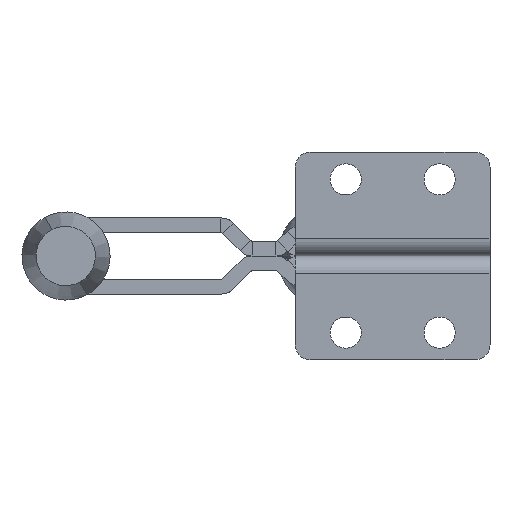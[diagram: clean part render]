
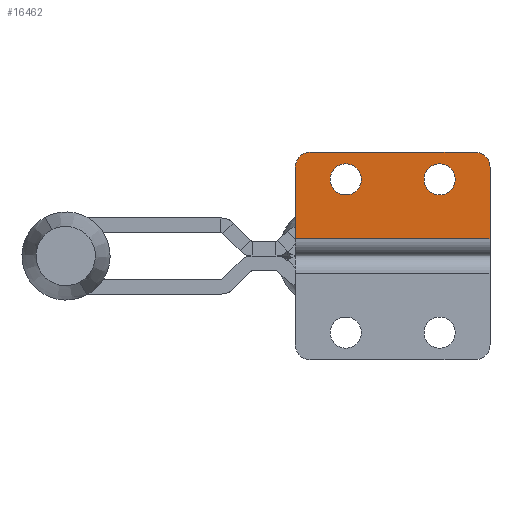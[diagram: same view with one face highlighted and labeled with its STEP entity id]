
A CAD part, front view. The second image highlights one B-rep face of the part: STEP entity #16462.
In plain terms, the highlighted planar face has unit normal (0, -1, 0).
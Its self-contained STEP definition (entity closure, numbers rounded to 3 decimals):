
#139 = EDGE_CURVE ( 'NONE', #9273, #9296, #24897, .T. ) ;
#188 = EDGE_CURVE ( 'NONE', #9290, #9307, #24981, .T. ) ;
#566 = AXIS2_PLACEMENT_3D ( 'NONE', #21158, #21159, #21160 ) ;
#584 = AXIS2_PLACEMENT_3D ( 'NONE', #21277, #21278, #21279 ) ;
#1194 = CARTESIAN_POINT ( 'NONE',  ( 29.2, -3., 15.5 ) ) ;
#1195 = DIRECTION ( 'NONE',  ( 0., -1., 0. ) ) ;
#1196 = DIRECTION ( 'NONE',  ( 0., 0., -1. ) ) ;
#1197 = CARTESIAN_POINT ( 'NONE',  ( 0., -3., 3. ) ) ;
#1199 = DIRECTION ( 'NONE',  ( 0., 0., -1. ) ) ;
#1393 = CARTESIAN_POINT ( 'NONE',  ( 3., -3., 21. ) ) ;
#1403 = DIRECTION ( 'NONE',  ( -1., 0., 0. ) ) ;
#2899 = CARTESIAN_POINT ( 'NONE',  ( 0., -3., 3.5 ) ) ;
#2913 = CARTESIAN_POINT ( 'NONE',  ( 0., -3., 18. ) ) ;
#2915 = CARTESIAN_POINT ( 'NONE',  ( 36.4, -3., 21. ) ) ;
#2918 = CARTESIAN_POINT ( 'NONE',  ( 39.4, -3., 18. ) ) ;
#2920 = CARTESIAN_POINT ( 'NONE',  ( 39.4, -3., 3.5 ) ) ;
#2970 = CARTESIAN_POINT ( 'NONE',  ( 3., -3., 21. ) ) ;
#5536 = CARTESIAN_POINT ( 'NONE',  ( 3., -3., 18. ) ) ;
#5537 = DIRECTION ( 'NONE',  ( 0., -1., 0. ) ) ;
#5538 = DIRECTION ( 'NONE',  ( 0., 0., 1. ) ) ;
#5615 = CARTESIAN_POINT ( 'NONE',  ( 39.4, -3., 18. ) ) ;
#5616 = DIRECTION ( 'NONE',  ( 0., 0., 1. ) ) ;
#5619 = CARTESIAN_POINT ( 'NONE',  ( 36.4, -3., 18. ) ) ;
#5620 = DIRECTION ( 'NONE',  ( 0., -1., 0. ) ) ;
#5621 = DIRECTION ( 'NONE',  ( 0., 0., 1. ) ) ;
#5624 = CARTESIAN_POINT ( 'NONE',  ( 10.2, -3., 15.5 ) ) ;
#5625 = DIRECTION ( 'NONE',  ( 0., -1., 0. ) ) ;
#5626 = DIRECTION ( 'NONE',  ( 0., 0., -1. ) ) ;
#5701 = CARTESIAN_POINT ( 'NONE',  ( 3., -3., 3.5 ) ) ;
#5702 = DIRECTION ( 'NONE',  ( -1., 0., 0. ) ) ;
#7502 = CARTESIAN_POINT ( 'NONE',  ( 29.2, -3., 18.65 ) ) ;
#7519 = CARTESIAN_POINT ( 'NONE',  ( 10.2, -3., 18.65 ) ) ;
#7525 = CARTESIAN_POINT ( 'NONE',  ( 29.2, -3., 12.35 ) ) ;
#7536 = CARTESIAN_POINT ( 'NONE',  ( 10.2, -3., 12.35 ) ) ;
#9273 = VERTEX_POINT ( 'NONE', #7502 ) ;
#9290 = VERTEX_POINT ( 'NONE', #7519 ) ;
#9296 = VERTEX_POINT ( 'NONE', #7525 ) ;
#9307 = VERTEX_POINT ( 'NONE', #7536 ) ;
#9768 = VERTEX_POINT ( 'NONE', #2899 ) ;
#9782 = VERTEX_POINT ( 'NONE', #2913 ) ;
#9784 = VERTEX_POINT ( 'NONE', #2915 ) ;
#9787 = VERTEX_POINT ( 'NONE', #2918 ) ;
#9789 = VERTEX_POINT ( 'NONE', #2920 ) ;
#9839 = VERTEX_POINT ( 'NONE', #2970 ) ;
#11303 = DIRECTION ( 'NONE',  ( 0., 1., 0. ) ) ;
#11309 = CARTESIAN_POINT ( 'NONE',  ( 3., -3., 18. ) ) ;
#11311 = PLANE ( 'NONE',  #13441 ) ;
#11313 = DIRECTION ( 'NONE',  ( 0., 0., 1. ) ) ;
#11700 = FACE_BOUND ( 'NONE', #24780, .T. ) ;
#11701 = FACE_OUTER_BOUND ( 'NONE', #24755, .T. ) ;
#11703 = FACE_BOUND ( 'NONE', #24775, .T. ) ;
#13441 = AXIS2_PLACEMENT_3D ( 'NONE', #11309, #11303, #11313 ) ;
#13896 = AXIS2_PLACEMENT_3D ( 'NONE', #1194, #1195, #1196 ) ;
#13913 = AXIS2_PLACEMENT_3D ( 'NONE', #5536, #5537, #5538 ) ;
#13916 = AXIS2_PLACEMENT_3D ( 'NONE', #5619, #5620, #5621 ) ;
#13917 = AXIS2_PLACEMENT_3D ( 'NONE', #5624, #5625, #5626 ) ;
#16462 = ADVANCED_FACE ( 'NONE', ( #11700, #11703, #11701 ), #11311, .F. ) ;
#17616 = EDGE_CURVE ( 'NONE', #9296, #9273, #20422, .T. ) ;
#17618 = EDGE_CURVE ( 'NONE', #9782, #9768, #20425, .T. ) ;
#17656 = EDGE_CURVE ( 'NONE', #9784, #9839, #20468, .T. ) ;
#17704 = EDGE_CURVE ( 'NONE', #9839, #9782, #20549, .T. ) ;
#17717 = EDGE_CURVE ( 'NONE', #9789, #9787, #20564, .T. ) ;
#17718 = EDGE_CURVE ( 'NONE', #9787, #9784, #20561, .T. ) ;
#17719 = EDGE_CURVE ( 'NONE', #9307, #9290, #20566, .T. ) ;
#17741 = EDGE_CURVE ( 'NONE', #9789, #9768, #20597, .T. ) ;
#20422 = CIRCLE ( 'NONE', #13896, 3.15 ) ;
#20425 = LINE ( 'NONE', #1197, #20428 ) ;
#20428 = VECTOR ( 'NONE', #1199, 1000. ) ;
#20468 = LINE ( 'NONE', #1393, #20479 ) ;
#20479 = VECTOR ( 'NONE', #1403, 1000. ) ;
#20549 = CIRCLE ( 'NONE', #13913, 3. ) ;
#20561 = CIRCLE ( 'NONE', #13916, 3. ) ;
#20564 = LINE ( 'NONE', #5615, #20565 ) ;
#20565 = VECTOR ( 'NONE', #5616, 1000. ) ;
#20566 = CIRCLE ( 'NONE', #13917, 3.15 ) ;
#20597 = LINE ( 'NONE', #5701, #20599 ) ;
#20599 = VECTOR ( 'NONE', #5702, 1000. ) ;
#21158 = CARTESIAN_POINT ( 'NONE',  ( 29.2, -3., 15.5 ) ) ;
#21159 = DIRECTION ( 'NONE',  ( 0., -1., 0. ) ) ;
#21160 = DIRECTION ( 'NONE',  ( 0., 0., -1. ) ) ;
#21277 = CARTESIAN_POINT ( 'NONE',  ( 10.2, -3., 15.5 ) ) ;
#21278 = DIRECTION ( 'NONE',  ( 0., -1., 0. ) ) ;
#21279 = DIRECTION ( 'NONE',  ( 0., 0., -1. ) ) ;
#24755 = EDGE_LOOP ( 'NONE', ( #25395, #25386, #25387, #25388, #25389, #25391 ) ) ;
#24775 = EDGE_LOOP ( 'NONE', ( #25396, #25398 ) ) ;
#24780 = EDGE_LOOP ( 'NONE', ( #25399, #25400 ) ) ;
#24897 = CIRCLE ( 'NONE', #566, 3.15 ) ;
#24981 = CIRCLE ( 'NONE', #584, 3.15 ) ;
#25386 = ORIENTED_EDGE ( 'NONE', *, *, #17717, .T. ) ;
#25387 = ORIENTED_EDGE ( 'NONE', *, *, #17718, .T. ) ;
#25388 = ORIENTED_EDGE ( 'NONE', *, *, #17656, .T. ) ;
#25389 = ORIENTED_EDGE ( 'NONE', *, *, #17704, .T. ) ;
#25391 = ORIENTED_EDGE ( 'NONE', *, *, #17618, .T. ) ;
#25395 = ORIENTED_EDGE ( 'NONE', *, *, #17741, .F. ) ;
#25396 = ORIENTED_EDGE ( 'NONE', *, *, #188, .F. ) ;
#25398 = ORIENTED_EDGE ( 'NONE', *, *, #17719, .F. ) ;
#25399 = ORIENTED_EDGE ( 'NONE', *, *, #139, .F. ) ;
#25400 = ORIENTED_EDGE ( 'NONE', *, *, #17616, .F. ) ;
